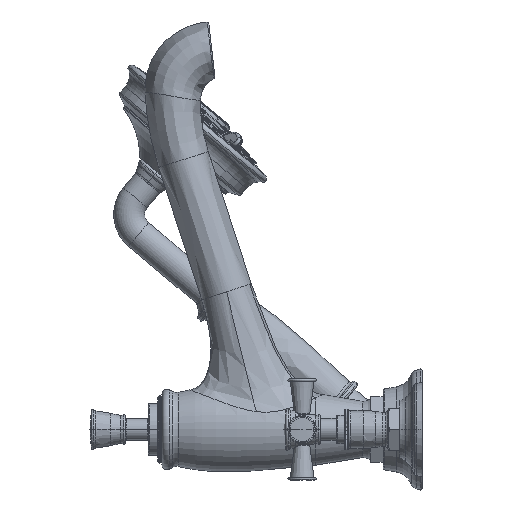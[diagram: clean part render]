
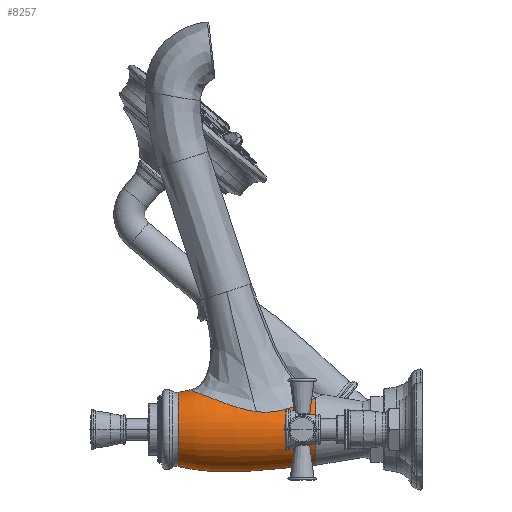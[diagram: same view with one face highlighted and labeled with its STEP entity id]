
A CAD part, left-side view. The second image highlights one B-rep face of the part: STEP entity #8257.
In plain terms, the highlighted face is a revolution surface.
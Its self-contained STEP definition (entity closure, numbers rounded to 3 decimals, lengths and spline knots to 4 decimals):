
#4145=CARTESIAN_POINT('',(0.,5.8576,0.));
#4146=DIRECTION('',(0.,1.,0.));
#4147=DIRECTION('',(0.,0.,-1.));
#4148=AXIS2_PLACEMENT_3D('',#4145,#4146,#4147);
#4150=CARTESIAN_POINT('',(0.,2.558,0.));
#4151=DIRECTION('',(0.,-1.,0.));
#4152=DIRECTION('',(-0.472,0.,0.881));
#4153=AXIS2_PLACEMENT_3D('',#4150,#4151,#4152);
#4155=CARTESIAN_POINT('',(0.,2.558,-0.8618));
#4156=CARTESIAN_POINT('',(0.,2.7809,-0.8886));
#4157=CARTESIAN_POINT('',(0.,3.5488,-0.9766));
#4158=CARTESIAN_POINT('',(0.,4.6542,-1.0465));
#4159=CARTESIAN_POINT('',(0.,5.525,-0.9775));
#4160=CARTESIAN_POINT('',(0.,5.8576,-0.8917));
#4162=CARTESIAN_POINT('',(0.,5.8576,0.8917));
#4163=CARTESIAN_POINT('',(0.,5.7667,0.9152));
#4164=CARTESIAN_POINT('',(0.,5.6759,0.9342));
#4165=CARTESIAN_POINT('',(0.,5.5851,0.9496));
#4167=CARTESIAN_POINT('',(-0.9,3.9851,0.4275));
#4168=CARTESIAN_POINT('',(-0.9,3.9554,
0.4237));
#4169=CARTESIAN_POINT('',(-0.8991,3.8969,
0.4176));
#4170=CARTESIAN_POINT('',(-0.8951,3.8122,
0.4131));
#4171=CARTESIAN_POINT('',(-0.8889,3.7294,
0.4129));
#4172=CARTESIAN_POINT('',(-0.8801,3.6469,
0.417));
#4173=CARTESIAN_POINT('',(-0.8685,3.5627,
0.4255));
#4174=CARTESIAN_POINT('',(-0.8538,3.4763,
0.4386));
#4175=CARTESIAN_POINT('',(-0.8354,3.3873,
0.4564));
#4176=CARTESIAN_POINT('',(-0.8128,3.2956,
0.4788));
#4177=CARTESIAN_POINT('',(-0.7855,3.2017,
0.5056));
#4178=CARTESIAN_POINT('',(-0.7533,3.1071,
0.5361));
#4179=CARTESIAN_POINT('',(-0.7163,3.014,
0.5689));
#4180=CARTESIAN_POINT('',(-0.6752,2.925,
0.6026));
#4181=CARTESIAN_POINT('',(-0.6312,2.8428,
0.6355));
#4182=CARTESIAN_POINT('',(-0.586,2.7692,
0.6662));
#4183=CARTESIAN_POINT('',(-0.5405,2.7045,
0.6941));
#4184=CARTESIAN_POINT('',(-0.4953,2.648,
0.7189));
#4185=CARTESIAN_POINT('',(-0.4507,2.5992,
0.7408));
#4186=CARTESIAN_POINT('',(-0.4214,2.571,
0.7536));
#4187=CARTESIAN_POINT('',(-0.407,2.558,
0.7596));
#4194=CARTESIAN_POINT('',(0.,5.5851,0.9496));
#4199=CARTESIAN_POINT('',(0.,5.5851,0.9496));
#4200=CARTESIAN_POINT('',(-0.0123,5.5851,
0.9496));
#4201=CARTESIAN_POINT('',(-0.0372,5.5842,
0.9492));
#4202=CARTESIAN_POINT('',(-0.0748,5.58,
0.9477));
#4203=CARTESIAN_POINT('',(-0.1127,5.573,
0.9451));
#4204=CARTESIAN_POINT('',(-0.1509,5.5629,
0.9415));
#4205=CARTESIAN_POINT('',(-0.1897,5.5497,
0.9366));
#4206=CARTESIAN_POINT('',(-0.2292,5.5329,
0.9305));
#4207=CARTESIAN_POINT('',(-0.2693,5.5124,
0.923));
#4208=CARTESIAN_POINT('',(-0.3103,5.4877,
0.9138));
#4209=CARTESIAN_POINT('',(-0.3521,5.4583,
0.9029));
#4210=CARTESIAN_POINT('',(-0.3947,5.4238,
0.8901));
#4211=CARTESIAN_POINT('',(-0.4382,5.3836,
0.875));
#4212=CARTESIAN_POINT('',(-0.4824,5.3369,
0.8574));
#4213=CARTESIAN_POINT('',(-0.527,5.2833,
0.8371));
#4214=CARTESIAN_POINT('',(-0.572,5.2219,
0.8136));
#4215=CARTESIAN_POINT('',(-0.6169,5.1518,
0.7867));
#4216=CARTESIAN_POINT('',(-0.6613,5.0723,
0.7562));
#4217=CARTESIAN_POINT('',(-0.7048,4.9826,
0.7217));
#4218=CARTESIAN_POINT('',(-0.7461,4.8829,
0.6839));
#4219=CARTESIAN_POINT('',(-0.7842,4.7737,
0.6434));
#4220=CARTESIAN_POINT('',(-0.8182,4.6562,
0.6015));
#4221=CARTESIAN_POINT('',(-0.8466,4.5332,
0.5599));
#4222=CARTESIAN_POINT('',(-0.8686,4.4104,
0.5215));
#4223=CARTESIAN_POINT('',(-0.8841,4.2918,
0.4882));
#4224=CARTESIAN_POINT('',(-0.8939,4.1809,
0.4613));
#4225=CARTESIAN_POINT('',(-0.899,4.0788,
0.441));
#4226=CARTESIAN_POINT('',(-0.9,4.0154,
0.4314));
#4227=CARTESIAN_POINT('',(-0.9,3.9851,0.4275));
#5588=VERTEX_POINT('',#4194);
#5591=VERTEX_POINT('',#4155);
#5592=VERTEX_POINT('',#4160);
#5593=VERTEX_POINT('',#4167);
#5594=VERTEX_POINT('',#4187);
#5595=VERTEX_POINT('',#4162);
#8233=CARTESIAN_POINT('',(0.,5.8576,-0.8917));
#8234=CARTESIAN_POINT('',(0.,5.525,-0.9775));
#8235=CARTESIAN_POINT('',(0.,4.6542,-1.0465));
#8236=CARTESIAN_POINT('',(0.,3.5488,-0.9766));
#8237=CARTESIAN_POINT('',(0.,2.7809,-0.8886));
#8238=CARTESIAN_POINT('',(0.,2.558,-0.8618));
#8240=CARTESIAN_POINT('',(0.,6.5192,0.));
#8241=DIRECTION('',(0.,-1.,0.));
#8242=AXIS1_PLACEMENT('',#8240,#8241);
#8243=SURFACE_OF_REVOLUTION('',#8239,#8242);
#8245=ORIENTED_EDGE('',*,*,#8244,.T.);
#8247=ORIENTED_EDGE('',*,*,#8246,.T.);
#8249=ORIENTED_EDGE('',*,*,#8248,.T.);
#8250=ORIENTED_EDGE('',*,*,#8228,.T.);
#8252=ORIENTED_EDGE('',*,*,#8251,.T.);
#8254=ORIENTED_EDGE('',*,*,#8253,.T.);
#8255=EDGE_LOOP('',(#8245,#8247,#8249,#8250,#8252,#8254));
#8256=FACE_OUTER_BOUND('',#8255,.F.);
#8257=ADVANCED_FACE('',(#8256),#8243,.T.);
#4149=CIRCLE('',#4148,0.8917);
#4154=CIRCLE('',#4153,0.8618);
#4161=B_SPLINE_CURVE_WITH_KNOTS('',3,(#4155,#4156,#4157,#4158,#4159,#4160),
.UNSPECIFIED.,.F.,.F.,(4,1,1,4),(0.,0.2027,0.6966,1.),
.UNSPECIFIED.);
#4166=B_SPLINE_CURVE_WITH_KNOTS('',3,(#4162,#4163,#4164,#4165),.UNSPECIFIED.,
.F.,.F.,(4,4),(0.,1.),.UNSPECIFIED.);
#4188=B_SPLINE_CURVE_WITH_KNOTS('',3,(#4167,#4168,#4169,#4170,#4171,#4172,#4173,
#4174,#4175,#4176,#4177,#4178,#4179,#4180,#4181,#4182,#4183,#4184,#4185,#4186,
#4187),.UNSPECIFIED.,.F.,.F.,(4,1,1,1,1,1,1,1,1,1,1,1,1,1,1,1,1,1,4),(0.,
0.0556,0.1111,0.1667,0.2222,
0.2778,0.3333,0.3889,0.4444,0.5,
0.5556,0.6111,0.6667,0.7222,
0.7778,0.8333,0.8889,0.9444,1.),
.UNSPECIFIED.);
#4228=B_SPLINE_CURVE_WITH_KNOTS('',3,(#4199,#4200,#4201,#4202,#4203,#4204,#4205,
#4206,#4207,#4208,#4209,#4210,#4211,#4212,#4213,#4214,#4215,#4216,#4217,#4218,
#4219,#4220,#4221,#4222,#4223,#4224,#4225,#4226,#4227),.UNSPECIFIED.,.F.,.F.,(4,
1,1,1,1,1,1,1,1,1,1,1,1,1,1,1,1,1,1,1,1,1,1,1,1,1,4),(0.,0.0385,
0.0769,0.1154,0.1538,0.1923,
0.2308,0.2692,0.3077,0.3462,
0.3846,0.4231,0.4615,0.5,0.5385,
0.5769,0.6154,0.6538,0.6923,
0.7308,0.7692,0.8077,0.8462,
0.8846,0.9231,0.9615,1.),.UNSPECIFIED.);
#8228=EDGE_CURVE('',#5592,#5595,#4149,.T.);
#8239=B_SPLINE_CURVE_WITH_KNOTS('',3,(#8233,#8234,#8235,#8236,#8237,#8238),
.UNSPECIFIED.,.F.,.F.,(4,1,1,4),(0.,0.3034,0.7973,1.),
.UNSPECIFIED.);
#8244=EDGE_CURVE('',#5593,#5594,#4188,.T.);
#8246=EDGE_CURVE('',#5594,#5591,#4154,.T.);
#8248=EDGE_CURVE('',#5591,#5592,#4161,.T.);
#8251=EDGE_CURVE('',#5595,#5588,#4166,.T.);
#8253=EDGE_CURVE('',#5588,#5593,#4228,.T.);
